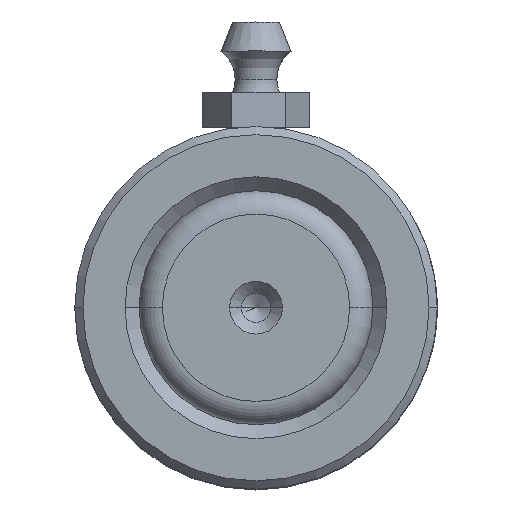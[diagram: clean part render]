
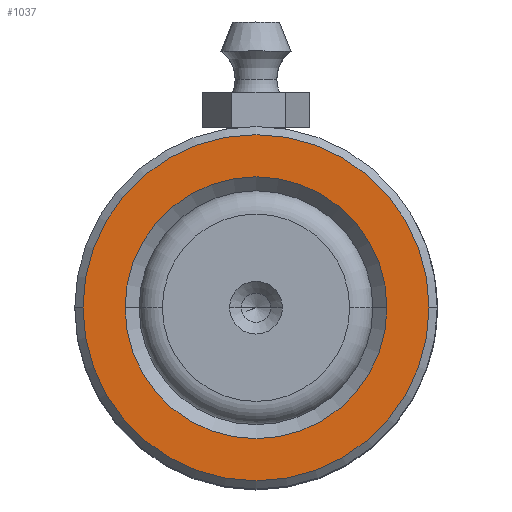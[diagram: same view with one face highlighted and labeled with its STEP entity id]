
A CAD part, top view. The second image highlights one B-rep face of the part: STEP entity #1037.
In plain terms, the highlighted planar face has unit normal (0, 0, 1).
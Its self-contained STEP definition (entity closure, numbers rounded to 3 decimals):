
#277 = VERTEX_POINT ( 'NONE', #7744 ) ;
#372 = EDGE_CURVE ( 'NONE', #5520, #277, #7180, .T. ) ;
#399 = CARTESIAN_POINT ( 'NONE',  ( 0., 0., 50. ) ) ;
#579 = CIRCLE ( 'NONE', #5886, 11.2 ) ;
#852 = DIRECTION ( 'NONE',  ( 1., 0., 0. ) ) ;
#903 = VERTEX_POINT ( 'NONE', #4103 ) ;
#1037 = ADVANCED_FACE ( 'NONE', ( #6758, #3936 ), #3675, .T. ) ;
#1280 = ORIENTED_EDGE ( 'NONE', *, *, #4476, .T. ) ;
#1908 = AXIS2_PLACEMENT_3D ( 'NONE', #5389, #5472, #5418 ) ;
#2367 = EDGE_LOOP ( 'NONE', ( #1280, #6112 ) ) ;
#2584 = ORIENTED_EDGE ( 'NONE', *, *, #372, .T. ) ;
#2771 = EDGE_CURVE ( 'NONE', #4345, #903, #8058, .T. ) ;
#2944 = DIRECTION ( 'NONE',  ( 0., 0., 1. ) ) ;
#3485 = CARTESIAN_POINT ( 'NONE',  ( -11.2, 0., 50. ) ) ;
#3675 = PLANE ( 'NONE',  #6892 ) ;
#3936 = FACE_BOUND ( 'NONE', #4952, .T. ) ;
#4103 = CARTESIAN_POINT ( 'NONE',  ( -14.8, 0., 50. ) ) ;
#4187 = ORIENTED_EDGE ( 'NONE', *, *, #8032, .T. ) ;
#4345 = VERTEX_POINT ( 'NONE', #4673 ) ;
#4476 = EDGE_CURVE ( 'NONE', #903, #4345, #7398, .T. ) ;
#4673 = CARTESIAN_POINT ( 'NONE',  ( 14.8, 0., 50. ) ) ;
#4683 = DIRECTION ( 'NONE',  ( 1., 0., 0. ) ) ;
#4747 = CARTESIAN_POINT ( 'NONE',  ( 0., 0., 50. ) ) ;
#4952 = EDGE_LOOP ( 'NONE', ( #4187, #2584 ) ) ;
#4986 = CARTESIAN_POINT ( 'NONE',  ( 0., 0., 50. ) ) ;
#5389 = CARTESIAN_POINT ( 'NONE',  ( 0., 0., 50. ) ) ;
#5418 = DIRECTION ( 'NONE',  ( 1., 0., 0. ) ) ;
#5472 = DIRECTION ( 'NONE',  ( 0., 0., 1. ) ) ;
#5520 = VERTEX_POINT ( 'NONE', #3485 ) ;
#5886 = AXIS2_PLACEMENT_3D ( 'NONE', #399, #6165, #8180 ) ;
#6112 = ORIENTED_EDGE ( 'NONE', *, *, #2771, .T. ) ;
#6165 = DIRECTION ( 'NONE',  ( 0., 0., -1. ) ) ;
#6181 = DIRECTION ( 'NONE',  ( 1., 0., 0. ) ) ;
#6473 = AXIS2_PLACEMENT_3D ( 'NONE', #4747, #7233, #852 ) ;
#6513 = AXIS2_PLACEMENT_3D ( 'NONE', #7283, #7866, #4683 ) ;
#6758 = FACE_OUTER_BOUND ( 'NONE', #2367, .T. ) ;
#6892 = AXIS2_PLACEMENT_3D ( 'NONE', #4986, #2944, #6181 ) ;
#7180 = CIRCLE ( 'NONE', #6473, 11.2 ) ;
#7233 = DIRECTION ( 'NONE',  ( 0., 0., -1. ) ) ;
#7283 = CARTESIAN_POINT ( 'NONE',  ( 0., 0., 50. ) ) ;
#7398 = CIRCLE ( 'NONE', #1908, 14.8 ) ;
#7744 = CARTESIAN_POINT ( 'NONE',  ( 11.2, 0., 50. ) ) ;
#7866 = DIRECTION ( 'NONE',  ( 0., 0., 1. ) ) ;
#8032 = EDGE_CURVE ( 'NONE', #277, #5520, #579, .T. ) ;
#8058 = CIRCLE ( 'NONE', #6513, 14.8 ) ;
#8180 = DIRECTION ( 'NONE',  ( 1., 0., 0. ) ) ;
